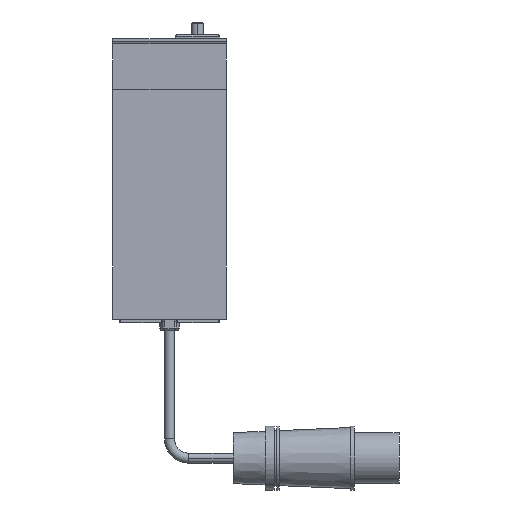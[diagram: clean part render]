
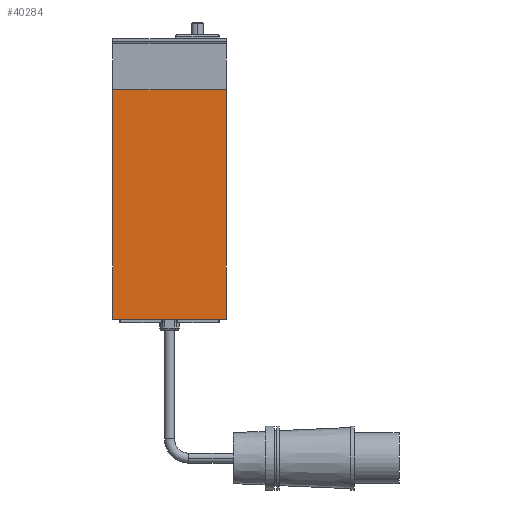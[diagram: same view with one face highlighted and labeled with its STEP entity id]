
A CAD part, left-side view. The second image highlights one B-rep face of the part: STEP entity #40284.
In plain terms, the highlighted planar face has unit normal (-1, 0, 0).
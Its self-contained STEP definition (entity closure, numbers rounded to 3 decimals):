
#2036 = FACE_OUTER_BOUND ( 'NONE', #14450, .T. ) ;
#2847 = VERTEX_POINT ( 'NONE', #25788 ) ;
#5553 = DIRECTION ( 'NONE',  ( 0., -1., 0. ) ) ;
#6697 = VECTOR ( 'NONE', #34861, 1000. ) ;
#6859 = ORIENTED_EDGE ( 'NONE', *, *, #17358, .T. ) ;
#6892 = EDGE_CURVE ( 'NONE', #38540, #11369, #25454, .T. ) ;
#9436 = PLANE ( 'NONE',  #22731 ) ;
#9451 = EDGE_CURVE ( 'NONE', #36860, #2847, #14756, .T. ) ;
#10022 = ORIENTED_EDGE ( 'NONE', *, *, #6892, .T. ) ;
#11369 = VERTEX_POINT ( 'NONE', #13151 ) ;
#13151 = CARTESIAN_POINT ( 'NONE',  ( -219., -44.4, -40. ) ) ;
#14450 = EDGE_LOOP ( 'NONE', ( #10022, #6859, #28770, #19376 ) ) ;
#14756 = LINE ( 'NONE', #38123, #6697 ) ;
#15300 = CARTESIAN_POINT ( 'NONE',  ( -219., -44.4, -220. ) ) ;
#16299 = CARTESIAN_POINT ( 'NONE',  ( -219., -44.4, -40. ) ) ;
#16510 = DIRECTION ( 'NONE',  ( 0., 1., 0. ) ) ;
#17358 = EDGE_CURVE ( 'NONE', #11369, #2847, #39257, .T. ) ;
#19376 = ORIENTED_EDGE ( 'NONE', *, *, #35402, .T. ) ;
#20429 = VECTOR ( 'NONE', #16510, 1000. ) ;
#22731 = AXIS2_PLACEMENT_3D ( 'NONE', #15300, #42376, #41960 ) ;
#25454 = LINE ( 'NONE', #38755, #42153 ) ;
#25788 = CARTESIAN_POINT ( 'NONE',  ( -219., 44.4, -40. ) ) ;
#28770 = ORIENTED_EDGE ( 'NONE', *, *, #9451, .F. ) ;
#28773 = CARTESIAN_POINT ( 'NONE',  ( -219., 44.4, -220. ) ) ;
#31387 = DIRECTION ( 'NONE',  ( 0., 0., 1. ) ) ;
#34861 = DIRECTION ( 'NONE',  ( 0., 0., 1. ) ) ;
#35402 = EDGE_CURVE ( 'NONE', #36860, #38540, #42425, .T. ) ;
#36860 = VERTEX_POINT ( 'NONE', #28773 ) ;
#38123 = CARTESIAN_POINT ( 'NONE',  ( -219., 44.4, -220. ) ) ;
#38540 = VERTEX_POINT ( 'NONE', #41809 ) ;
#38755 = CARTESIAN_POINT ( 'NONE',  ( -219., -44.4, -220. ) ) ;
#39257 = LINE ( 'NONE', #16299, #20429 ) ;
#39379 = CARTESIAN_POINT ( 'NONE',  ( -219., -44.4, -220. ) ) ;
#40284 = ADVANCED_FACE ( 'NONE', ( #2036 ), #9436, .T. ) ;
#41809 = CARTESIAN_POINT ( 'NONE',  ( -219., -44.4, -220. ) ) ;
#41930 = VECTOR ( 'NONE', #5553, 1000. ) ;
#41960 = DIRECTION ( 'NONE',  ( 0., 0., 1. ) ) ;
#42153 = VECTOR ( 'NONE', #31387, 1000. ) ;
#42376 = DIRECTION ( 'NONE',  ( -1., 0., 0. ) ) ;
#42425 = LINE ( 'NONE', #39379, #41930 ) ;
